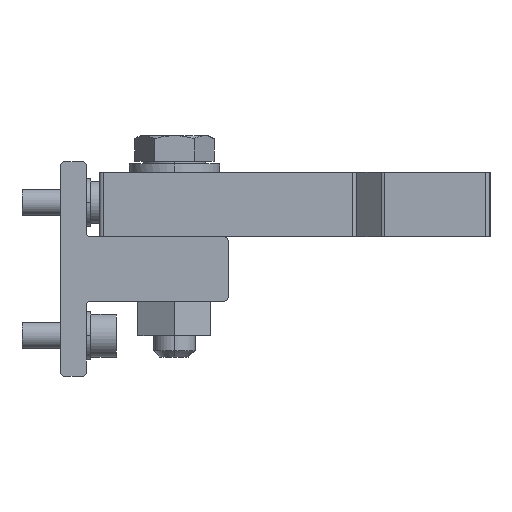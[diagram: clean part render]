
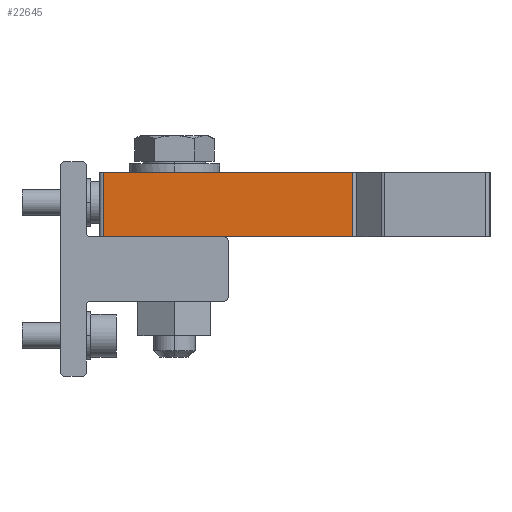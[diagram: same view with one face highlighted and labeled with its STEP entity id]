
A CAD part, left-side view. The second image highlights one B-rep face of the part: STEP entity #22645.
In plain terms, the highlighted planar face has unit normal (-1, 0, 0).
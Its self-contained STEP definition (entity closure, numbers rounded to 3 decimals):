
#19219=DIRECTION('',(0.,1.,0.));
#19220=VECTOR('',#19219,58.);
#19221=CARTESIAN_POINT('',(-131.,-160.,
240.5));
#19222=LINE('',#19221,#19220);
#19223=DIRECTION('',(0.,0.,1.));
#19224=VECTOR('',#19223,15.);
#19225=CARTESIAN_POINT('',(-131.,-102.,
240.5));
#19226=LINE('',#19225,#19224);
#19227=DIRECTION('',(0.,-1.,0.));
#19228=VECTOR('',#19227,58.);
#19229=CARTESIAN_POINT('',(-131.,-102.,
255.5));
#19230=LINE('',#19229,#19228);
#19231=DIRECTION('',(0.,0.,1.));
#19232=VECTOR('',#19231,15.);
#19233=CARTESIAN_POINT('',(-131.,-160.,
240.5));
#19234=LINE('',#19233,#19232);
#20778=CARTESIAN_POINT('',(-131.,-160.,
255.5));
#20780=VERTEX_POINT('',#20778);
#20781=CARTESIAN_POINT('',(-131.,-102.,
255.5));
#20783=VERTEX_POINT('',#20781);
#20839=CARTESIAN_POINT('',(-131.,-102.,
240.5));
#20840=VERTEX_POINT('',#20839);
#20841=CARTESIAN_POINT('',(-131.,-160.,
240.5));
#20842=VERTEX_POINT('',#20841);
#22633=CARTESIAN_POINT('',(-131.,-131.,
248.));
#22634=DIRECTION('',(1.,0.,0.));
#22635=DIRECTION('',(0.,1.,0.));
#22636=AXIS2_PLACEMENT_3D('',#22633,#22634,#22635);
#22637=PLANE('',#22636);
#22639=ORIENTED_EDGE('',*,*,#22638,.F.);
#22640=ORIENTED_EDGE('',*,*,#21304,.T.);
#22641=ORIENTED_EDGE('',*,*,#22619,.T.);
#22642=ORIENTED_EDGE('',*,*,#21184,.T.);
#22643=EDGE_LOOP('',(#22639,#22640,#22641,#22642));
#22644=FACE_OUTER_BOUND('',#22643,.F.);
#21184=EDGE_CURVE('',#20783,#20780,#19230,.T.);
#21304=EDGE_CURVE('',#20842,#20840,#19222,.T.);
#22619=EDGE_CURVE('',#20840,#20783,#19226,.T.);
#22638=EDGE_CURVE('',#20842,#20780,#19234,.T.);
#22645=ADVANCED_FACE('',(#22644),#22637,.F.);
